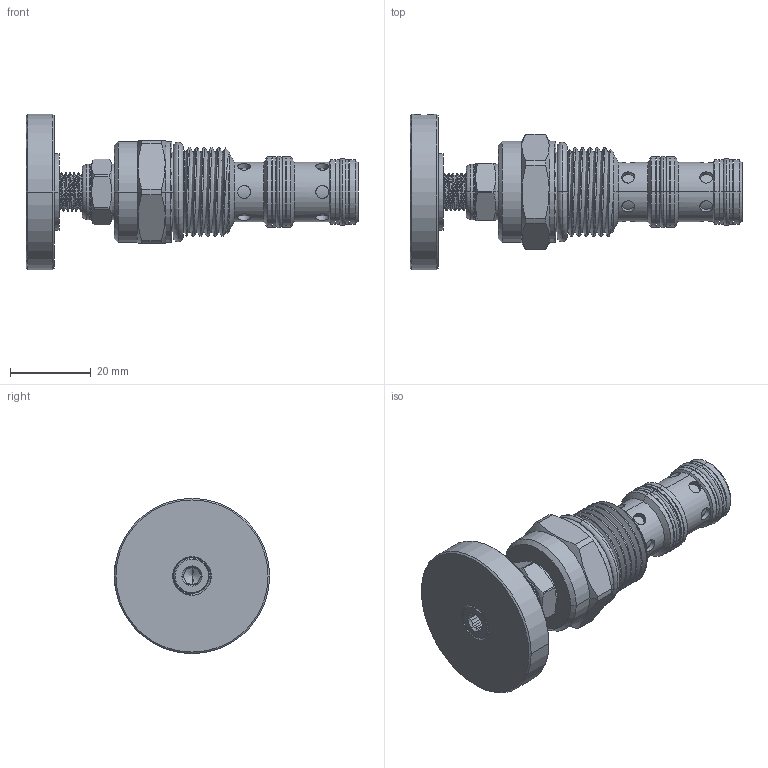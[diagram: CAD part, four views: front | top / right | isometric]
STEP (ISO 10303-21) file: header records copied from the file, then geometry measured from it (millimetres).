
FILE_DESCRIPTION (( 'STEP AP203' ), '1' );
FILE_NAME ('FR10W33-E.STEP', '2020-03-20T01:53:57', ( '' ), ( '' ), 'SwSTEP 2.0', 'SolidWorks 2018', '' );
FILE_SCHEMA (( 'CONFIG_CONTROL_DESIGN' ));
Products named in the file (1): FR10W33-E
Bounding box: 82.09 x 38.4 x 38.4 mm (x, y, z)
Volume: 27662.2 mm3; surface area: 12536.1 mm2
Topology: 8 solids, 8 shells, 398 faces, 1015 edges, 649 vertices
Faces by surface type: cylinder 223, plane 71, cone 49, bspline 31, torus 24
Entity records: 36081 total; most frequent: CARTESIAN_POINT 27445, ORIENTED_EDGE 2022, DIRECTION 1541, EDGE_CURVE 1011, VERTEX_POINT 649, AXIS2_PLACEMENT_3D 610, EDGE_LOOP 432, FACE_OUTER_BOUND 398
